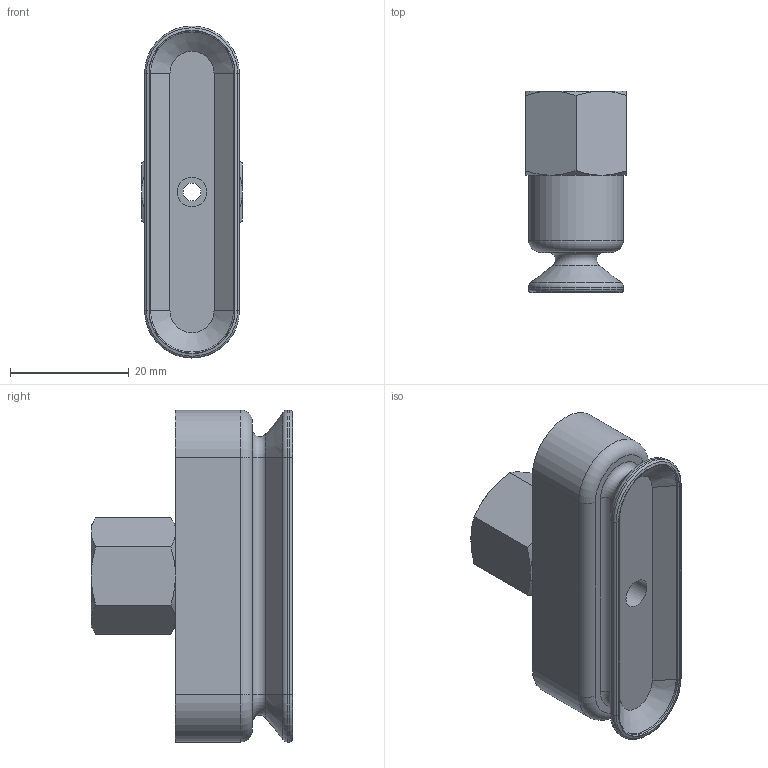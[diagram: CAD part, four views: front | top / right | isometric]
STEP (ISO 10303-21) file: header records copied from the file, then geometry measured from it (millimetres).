
FILE_DESCRIPTION(/* description */ ('STEP AP214'),/* implementation_level */ '2;1');
FILE_NAME(/* name */ '8073852_OGVM-16X55-SV-N-G14F',/* time_stamp */ '2024-09-11T14:05:51+02:00',/* author */ ('License CC BY-ND 4.0'),/* organization */ ('CADENAS'),/* preprocessor_version */ 'ST-DEVELOPER v19.3',/* originating_system */ 'PARTsolutions',/* authorisation */ ' ');
FILE_SCHEMA (('AUTOMOTIVE_DESIGN {1 0 10303 214 3 1 1}'));
Length unit declared in the file: millimetre
Products named in the file (1): 8073852 OGVM-16x55-SV-N-G14F---(high)
Bounding box: 17 x 34 x 56 mm (x, y, z)
Volume: 15226.3 mm3; surface area: 6413.7 mm2
Topology: 1 solids, 1 shells, 84 faces, 174 edges, 100 vertices
Faces by surface type: plane 32, cylinder 23, cone 19, torus 10
Full cylindrical faces by diameter (mm): 3 x1, 4 x2, 5 x1, 6 x2, 11.445 x1
Entity records: 2202 total; most frequent: CARTESIAN_POINT 421, DIRECTION 390, ORIENTED_EDGE 330, EDGE_CURVE 165, AXIS2_PLACEMENT_3D 164, EDGE_LOOP 102, FACE_BOUND 102, VERTEX_POINT 99
